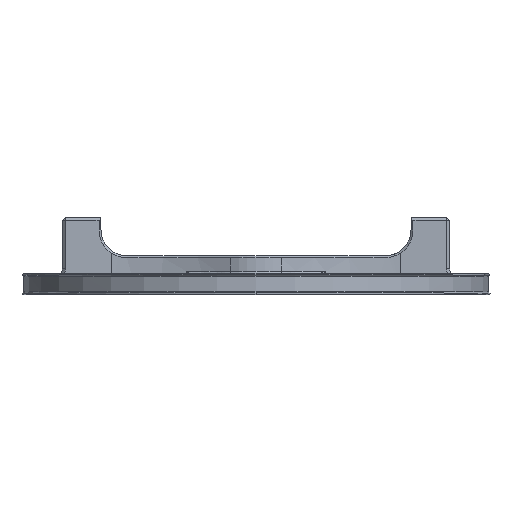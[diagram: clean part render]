
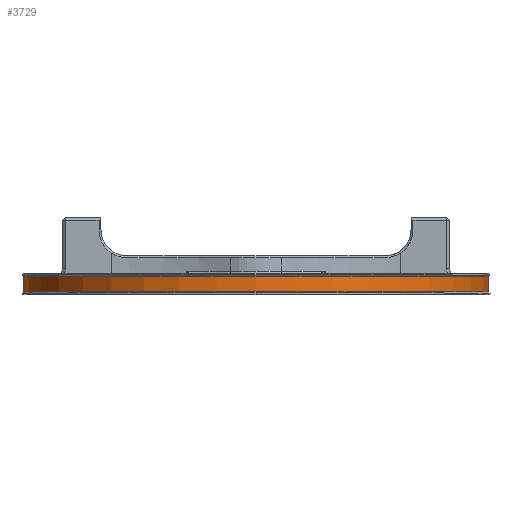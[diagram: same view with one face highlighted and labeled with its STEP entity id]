
A CAD part, top view. The second image highlights one B-rep face of the part: STEP entity #3729.
In plain terms, the highlighted cylindrical face has radius 90 mm (diameter 180 mm), a partial arc.
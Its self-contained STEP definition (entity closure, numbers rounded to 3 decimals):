
#12 = DIRECTION ( 'NONE',  ( 0., -1., 0. ) ) ;
#320 = CIRCLE ( 'NONE', #1670, 90. ) ;
#561 = CARTESIAN_POINT ( 'NONE',  ( 10.428, 7.025, -89.394 ) ) ;
#670 = CARTESIAN_POINT ( 'NONE',  ( 10.56, 7., -89.378 ) ) ;
#741 = EDGE_CURVE ( 'NONE', #7736, #9365, #1376, .T. ) ;
#809 = DIRECTION ( 'NONE',  ( 0., 0., -1. ) ) ;
#828 = CARTESIAN_POINT ( 'NONE',  ( 0., 1., 90. ) ) ;
#835 = CARTESIAN_POINT ( 'NONE',  ( 10.138, 5., -89.427 ) ) ;
#1215 = VERTEX_POINT ( 'NONE', #10686 ) ;
#1376 = CIRCLE ( 'NONE', #5250, 90. ) ;
#1537 = FACE_OUTER_BOUND ( 'NONE', #2576, .T. ) ;
#1582 = CARTESIAN_POINT ( 'NONE',  ( 10.206, 7.271, -89.419 ) ) ;
#1637 = CARTESIAN_POINT ( 'NONE',  ( -10.138, 7.596, -89.427 ) ) ;
#1668 = EDGE_CURVE ( 'NONE', #3568, #10908, #9157, .T. ) ;
#1670 = AXIS2_PLACEMENT_3D ( 'NONE', #6203, #8199, #3424 ) ;
#1834 = DIRECTION ( 'NONE',  ( 0., 0., -1. ) ) ;
#1872 = VECTOR ( 'NONE', #9341, 1000. ) ;
#2074 = DIRECTION ( 'NONE',  ( 0., -1., 0. ) ) ;
#2134 = VECTOR ( 'NONE', #9670, 1000. ) ;
#2365 = CARTESIAN_POINT ( 'NONE',  ( -10.493, 7., -89.386 ) ) ;
#2576 = EDGE_LOOP ( 'NONE', ( #5372, #10541, #4255, #6448, #8688, #4631, #6858, #7321 ) ) ;
#2838 = CARTESIAN_POINT ( 'NONE',  ( -10.138, 5., -89.427 ) ) ;
#3028 = CARTESIAN_POINT ( 'NONE',  ( -10.138, 7.596, -89.427 ) ) ;
#3424 = DIRECTION ( 'NONE',  ( 0., 0., -1. ) ) ;
#3568 = VERTEX_POINT ( 'NONE', #10585 ) ;
#3729 = ADVANCED_FACE ( 'NONE', ( #1537 ), #5417, .T. ) ;
#3766 = EDGE_CURVE ( 'NONE', #4313, #6208, #5536, .T. ) ;
#4255 = ORIENTED_EDGE ( 'NONE', *, *, #9753, .T. ) ;
#4272 = CARTESIAN_POINT ( 'NONE',  ( 0., 5., 0. ) ) ;
#4313 = VERTEX_POINT ( 'NONE', #7240 ) ;
#4562 = CARTESIAN_POINT ( 'NONE',  ( -10.56, 7., -89.378 ) ) ;
#4631 = ORIENTED_EDGE ( 'NONE', *, *, #10690, .T. ) ;
#4723 = DIRECTION ( 'NONE',  ( 0., 0., -1. ) ) ;
#5006 = AXIS2_PLACEMENT_3D ( 'NONE', #10283, #2074, #1834 ) ;
#5089 = CARTESIAN_POINT ( 'NONE',  ( -10.171, 7.328, -89.423 ) ) ;
#5165 = CIRCLE ( 'NONE', #8467, 90. ) ;
#5250 = AXIS2_PLACEMENT_3D ( 'NONE', #7310, #11092, #10850 ) ;
#5372 = ORIENTED_EDGE ( 'NONE', *, *, #1668, .T. ) ;
#5417 = CYLINDRICAL_SURFACE ( 'NONE', #5723, 90. ) ;
#5536 = B_SPLINE_CURVE_WITH_KNOTS ( 'NONE', 3,
 ( #4562, #2365, #8863, #9780, #11604, #5089, #7040, #1637 ),
 .UNSPECIFIED., .F., .F.,
 ( 4, 2, 2, 4 ),
 ( 0., 0., 0., 0.001 ),
 .UNSPECIFIED. ) ;
#5632 = LINE ( 'NONE', #2838, #1872 ) ;
#5723 = AXIS2_PLACEMENT_3D ( 'NONE', #4272, #8945, #809 ) ;
#6190 = CARTESIAN_POINT ( 'NONE',  ( 10.319, 7.104, -89.407 ) ) ;
#6203 = CARTESIAN_POINT ( 'NONE',  ( 0., 7., 0. ) ) ;
#6208 = VERTEX_POINT ( 'NONE', #3028 ) ;
#6245 = CARTESIAN_POINT ( 'NONE',  ( 10.138, 7.596, -89.427 ) ) ;
#6448 = ORIENTED_EDGE ( 'NONE', *, *, #6510, .T. ) ;
#6510 = EDGE_CURVE ( 'NONE', #1215, #4313, #5165, .T. ) ;
#6858 = ORIENTED_EDGE ( 'NONE', *, *, #741, .F. ) ;
#7040 = CARTESIAN_POINT ( 'NONE',  ( -10.138, 7.461, -89.427 ) ) ;
#7100 = CARTESIAN_POINT ( 'NONE',  ( 10.18, 7.334, -89.422 ) ) ;
#7218 = CARTESIAN_POINT ( 'NONE',  ( 10.275, 7.157, -89.412 ) ) ;
#7240 = CARTESIAN_POINT ( 'NONE',  ( -10.56, 7., -89.378 ) ) ;
#7310 = CARTESIAN_POINT ( 'NONE',  ( 0., 1., 0. ) ) ;
#7321 = ORIENTED_EDGE ( 'NONE', *, *, #8238, .F. ) ;
#7728 = CIRCLE ( 'NONE', #5006, 90. ) ;
#7736 = VERTEX_POINT ( 'NONE', #828 ) ;
#8199 = DIRECTION ( 'NONE',  ( 0., -1., 0. ) ) ;
#8238 = EDGE_CURVE ( 'NONE', #3568, #7736, #7728, .T. ) ;
#8467 = AXIS2_PLACEMENT_3D ( 'NONE', #9404, #12, #4723 ) ;
#8688 = ORIENTED_EDGE ( 'NONE', *, *, #3766, .T. ) ;
#8863 = CARTESIAN_POINT ( 'NONE',  ( -10.428, 7.025, -89.394 ) ) ;
#8917 = EDGE_CURVE ( 'NONE', #10908, #9838, #10025, .T. ) ;
#8945 = DIRECTION ( 'NONE',  ( 0., -1., 0. ) ) ;
#9043 = CARTESIAN_POINT ( 'NONE',  ( 10.493, 7., -89.386 ) ) ;
#9157 = LINE ( 'NONE', #835, #2134 ) ;
#9341 = DIRECTION ( 'NONE',  ( 0., -1., 0. ) ) ;
#9365 = VERTEX_POINT ( 'NONE', #10903 ) ;
#9404 = CARTESIAN_POINT ( 'NONE',  ( 0., 7., 0. ) ) ;
#9670 = DIRECTION ( 'NONE',  ( 0., 1., 0. ) ) ;
#9753 = EDGE_CURVE ( 'NONE', #9838, #1215, #320, .T. ) ;
#9780 = CARTESIAN_POINT ( 'NONE',  ( -10.319, 7.104, -89.406 ) ) ;
#9838 = VERTEX_POINT ( 'NONE', #10033 ) ;
#10025 = B_SPLINE_CURVE_WITH_KNOTS ( 'NONE', 3,
 ( #6245, #10080, #10875, #7100, #1582, #7218, #6190, #561, #9043, #670 ),
 .UNSPECIFIED., .F., .F.,
 ( 4, 2, 2, 2, 4 ),
 ( 0., 0., 0., 0.001, 0.001 ),
 .UNSPECIFIED. ) ;
#10033 = CARTESIAN_POINT ( 'NONE',  ( 10.56, 7., -89.378 ) ) ;
#10080 = CARTESIAN_POINT ( 'NONE',  ( 10.138, 7.529, -89.427 ) ) ;
#10283 = CARTESIAN_POINT ( 'NONE',  ( 0., 1., 0. ) ) ;
#10541 = ORIENTED_EDGE ( 'NONE', *, *, #8917, .T. ) ;
#10585 = CARTESIAN_POINT ( 'NONE',  ( 10.138, 1., -89.427 ) ) ;
#10686 = CARTESIAN_POINT ( 'NONE',  ( 0., 7., 90. ) ) ;
#10690 = EDGE_CURVE ( 'NONE', #6208, #9365, #5632, .T. ) ;
#10850 = DIRECTION ( 'NONE',  ( 0., 0., -1. ) ) ;
#10875 = CARTESIAN_POINT ( 'NONE',  ( 10.146, 7.463, -89.426 ) ) ;
#10903 = CARTESIAN_POINT ( 'NONE',  ( -10.138, 1., -89.427 ) ) ;
#10908 = VERTEX_POINT ( 'NONE', #11756 ) ;
#11092 = DIRECTION ( 'NONE',  ( 0., -1., 0. ) ) ;
#11604 = CARTESIAN_POINT ( 'NONE',  ( -10.275, 7.156, -89.412 ) ) ;
#11756 = CARTESIAN_POINT ( 'NONE',  ( 10.138, 7.596, -89.427 ) ) ;
